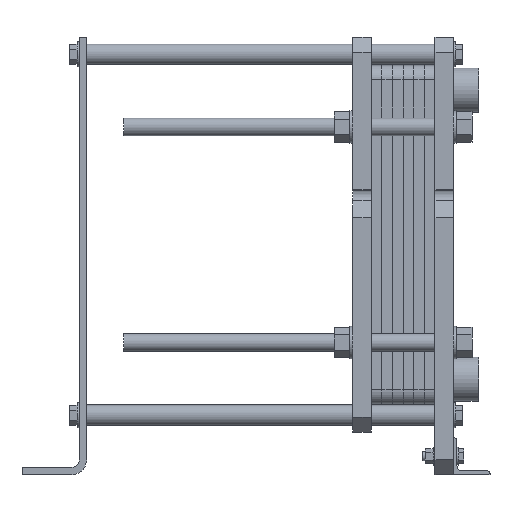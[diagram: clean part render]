
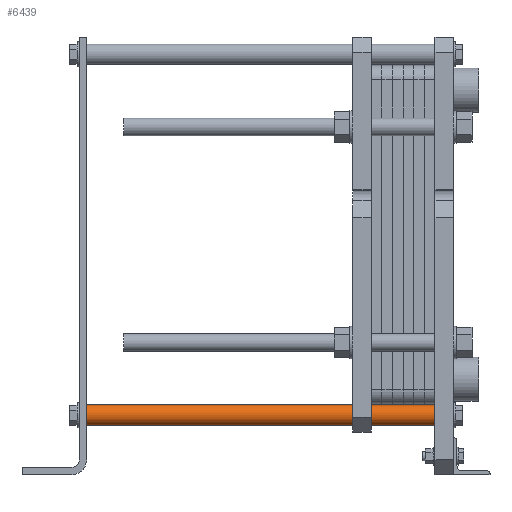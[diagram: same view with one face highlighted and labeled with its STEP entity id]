
A CAD part, left-side view. The second image highlights one B-rep face of the part: STEP entity #6439.
In plain terms, the highlighted cylindrical face has radius 14 mm (diameter 28 mm), a full revolution.
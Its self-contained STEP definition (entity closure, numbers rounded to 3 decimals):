
#554=CYLINDRICAL_SURFACE('',#6870,14.);
#666=FACE_BOUND('',#1589,.T.);
#733=CIRCLE('',#6680,14.);
#784=CIRCLE('',#6854,14.);
#1190=FACE_OUTER_BOUND('',#1588,.T.);
#1588=EDGE_LOOP('',(#5368));
#1589=EDGE_LOOP('',(#5369));
#3297=VERTEX_POINT('',#9538);
#3473=VERTEX_POINT('',#10097);
#3871=EDGE_CURVE('',#3297,#3297,#733,.T.);
#4131=EDGE_CURVE('',#3473,#3473,#784,.T.);
#5368=ORIENTED_EDGE('',*,*,#3871,.F.);
#5369=ORIENTED_EDGE('',*,*,#4131,.F.);
#6439=ADVANCED_FACE('',(#1190,#666),#554,.T.);
#6680=AXIS2_PLACEMENT_3D('',#9539,#7540,#7541);
#6854=AXIS2_PLACEMENT_3D('',#10098,#8097,#8098);
#6870=AXIS2_PLACEMENT_3D('',#10151,#8150,#8151);
#7540=DIRECTION('center_axis',(0.,-1.,0.));
#7541=DIRECTION('ref_axis',(-1.,0.,0.));
#8097=DIRECTION('center_axis',(0.,1.,0.));
#8098=DIRECTION('ref_axis',(-1.,0.,0.));
#8150=DIRECTION('center_axis',(0.,1.,0.));
#8151=DIRECTION('ref_axis',(-1.,0.,0.));
#9538=CARTESIAN_POINT('',(14.,0.,81.));
#9539=CARTESIAN_POINT('Origin',(0.,0.,81.));
#10097=CARTESIAN_POINT('',(14.,475.,81.));
#10098=CARTESIAN_POINT('Origin',(0.,475.,81.));
#10151=CARTESIAN_POINT('Origin',(0.,-125.,81.));
